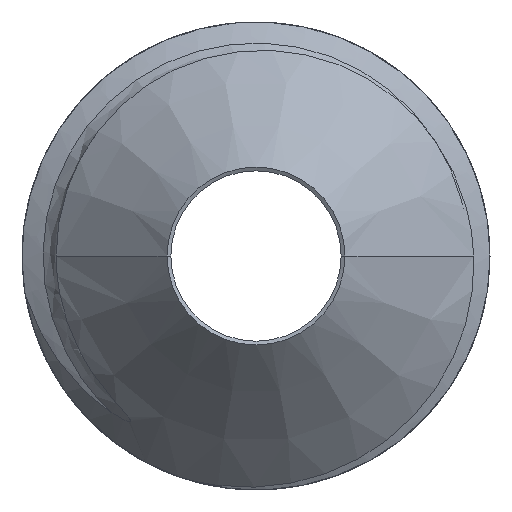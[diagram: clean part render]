
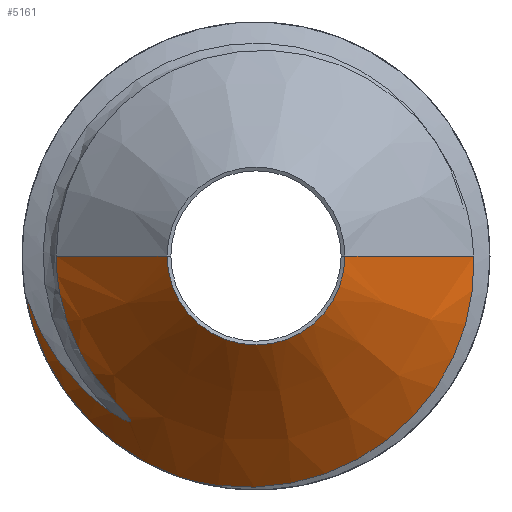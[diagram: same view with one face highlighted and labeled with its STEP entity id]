
A CAD part, left-side view. The second image highlights one B-rep face of the part: STEP entity #5161.
In plain terms, the highlighted conical face has half-angle 45 degrees and reference radius 0.863 mm.
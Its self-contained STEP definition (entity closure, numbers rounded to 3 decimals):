
#1588=CARTESIAN_POINT('',(0.775,0.,0.));
#1589=DIRECTION('',(1.,0.,0.));
#1590=DIRECTION('',(0.,0.332,-0.943));
#1591=AXIS2_PLACEMENT_3D('',#1588,#1589,#1590);
#2150=CARTESIAN_POINT('',(0.688,-1.163,0.));
#2151=CARTESIAN_POINT('',(0.691,-1.166,
-0.061));
#2152=CARTESIAN_POINT('',(0.696,-1.161,
-0.186));
#2153=CARTESIAN_POINT('',(0.703,-1.123,
-0.372));
#2154=CARTESIAN_POINT('',(0.71,-1.055,
-0.551));
#2155=CARTESIAN_POINT('',(0.717,-0.961,
-0.715));
#2156=CARTESIAN_POINT('',(0.725,-0.841,
-0.863));
#2157=CARTESIAN_POINT('',(0.732,-0.696,
-0.992));
#2158=CARTESIAN_POINT('',(0.739,-0.534,
-1.096));
#2159=CARTESIAN_POINT('',(0.746,-0.359,
-1.172));
#2160=CARTESIAN_POINT('',(0.753,-0.171,
-1.222));
#2161=CARTESIAN_POINT('',(0.761,0.027,
-1.241));
#2162=CARTESIAN_POINT('',(0.768,0.225,
-1.228));
#2163=CARTESIAN_POINT('',(0.773,0.353,
-1.198));
#2164=CARTESIAN_POINT('',(0.775,0.415,-1.179));
#2166=DIRECTION('',(0.707,0.707,0.));
#2167=VECTOR('',#2166,0.838);
#2168=CARTESIAN_POINT('',(0.,0.475,0.));
#2169=LINE('',#2168,#2167);
#2170=DIRECTION('',(0.707,-0.707,0.));
#2171=VECTOR('',#2170,0.973);
#2172=CARTESIAN_POINT('',(0.,-0.475,0.));
#2173=LINE('',#2172,#2171);
#2179=CARTESIAN_POINT('',(0.,0.,0.));
#2180=DIRECTION('',(-1.,0.,0.));
#2181=DIRECTION('',(0.,1.,0.));
#2182=AXIS2_PLACEMENT_3D('',#2179,#2180,#2181);
#2184=CARTESIAN_POINT('',(0.775,1.233,-0.204));
#2185=CARTESIAN_POINT('',(0.768,1.217,
-0.257));
#2186=CARTESIAN_POINT('',(0.753,1.178,
-0.359));
#2187=CARTESIAN_POINT('',(0.73,1.099,
-0.504));
#2188=CARTESIAN_POINT('',(0.708,1.003,
-0.633));
#2189=CARTESIAN_POINT('',(0.685,0.893,
-0.745));
#2190=CARTESIAN_POINT('',(0.67,0.812,
-0.809));
#2191=CARTESIAN_POINT('',(0.663,0.77,-0.838));
#2351=CARTESIAN_POINT('',(0.663,0.77,-0.838));
#2352=CARTESIAN_POINT('',(0.662,0.766,
-0.84));
#2353=CARTESIAN_POINT('',(0.661,0.758,
-0.845));
#2354=CARTESIAN_POINT('',(0.659,0.749,
-0.851));
#2355=CARTESIAN_POINT('',(0.657,0.739,
-0.857));
#2356=CARTESIAN_POINT('',(0.655,0.731,
-0.862));
#2357=CARTESIAN_POINT('',(0.653,0.723,
-0.866));
#2358=CARTESIAN_POINT('',(0.652,0.716,
-0.87));
#2359=CARTESIAN_POINT('',(0.65,0.709,
-0.873));
#2360=CARTESIAN_POINT('',(0.648,0.702,
-0.876));
#2361=CARTESIAN_POINT('',(0.646,0.696,
-0.879));
#2362=CARTESIAN_POINT('',(0.644,0.691,
-0.881));
#2363=CARTESIAN_POINT('',(0.643,0.685,
-0.883));
#2364=CARTESIAN_POINT('',(0.64,0.68,
-0.884));
#2365=CARTESIAN_POINT('',(0.638,0.676,
-0.884));
#2366=CARTESIAN_POINT('',(0.636,0.672,
-0.884));
#2367=CARTESIAN_POINT('',(0.633,0.67,
-0.882));
#2368=CARTESIAN_POINT('',(0.63,0.67,
-0.878));
#2369=CARTESIAN_POINT('',(0.627,0.672,
-0.874));
#2370=CARTESIAN_POINT('',(0.625,0.675,
-0.869));
#2371=CARTESIAN_POINT('',(0.624,0.678,
-0.865));
#2372=CARTESIAN_POINT('',(0.622,0.681,
-0.86));
#2373=CARTESIAN_POINT('',(0.621,0.685,
-0.856));
#2374=CARTESIAN_POINT('',(0.62,0.689,
-0.85));
#2375=CARTESIAN_POINT('',(0.618,0.694,
-0.845));
#2376=CARTESIAN_POINT('',(0.617,0.7,
-0.838));
#2377=CARTESIAN_POINT('',(0.616,0.706,
-0.832));
#2378=CARTESIAN_POINT('',(0.615,0.712,
-0.825));
#2379=CARTESIAN_POINT('',(0.613,0.72,
-0.817));
#2380=CARTESIAN_POINT('',(0.612,0.727,
-0.808));
#2381=CARTESIAN_POINT('',(0.611,0.735,
-0.799));
#2382=CARTESIAN_POINT('',(0.61,0.744,
-0.79));
#2383=CARTESIAN_POINT('',(0.609,0.753,
-0.779));
#2384=CARTESIAN_POINT('',(0.608,0.763,
-0.768));
#2385=CARTESIAN_POINT('',(0.607,0.773,
-0.757));
#2386=CARTESIAN_POINT('',(0.606,0.784,
-0.744));
#2387=CARTESIAN_POINT('',(0.605,0.796,
-0.729));
#2388=CARTESIAN_POINT('',(0.603,0.809,
-0.713));
#2389=CARTESIAN_POINT('',(0.602,0.823,
-0.695));
#2390=CARTESIAN_POINT('',(0.601,0.839,
-0.675));
#2391=CARTESIAN_POINT('',(0.6,0.855,
-0.652));
#2392=CARTESIAN_POINT('',(0.599,0.871,
-0.629));
#2393=CARTESIAN_POINT('',(0.598,0.886,
-0.606));
#2394=CARTESIAN_POINT('',(0.598,0.901,
-0.582));
#2395=CARTESIAN_POINT('',(0.597,0.916,
-0.557));
#2396=CARTESIAN_POINT('',(0.596,0.931,
-0.53));
#2397=CARTESIAN_POINT('',(0.596,0.947,
-0.5));
#2398=CARTESIAN_POINT('',(0.595,0.963,
-0.468));
#2399=CARTESIAN_POINT('',(0.594,0.979,
-0.431));
#2400=CARTESIAN_POINT('',(0.594,0.996,
-0.39));
#2401=CARTESIAN_POINT('',(0.593,1.012,
-0.343));
#2402=CARTESIAN_POINT('',(0.593,1.028,
-0.29));
#2403=CARTESIAN_POINT('',(0.592,1.043,
-0.229));
#2404=CARTESIAN_POINT('',(0.592,1.056,
-0.162));
#2405=CARTESIAN_POINT('',(0.592,1.065,
-0.086));
#2406=CARTESIAN_POINT('',(0.592,1.067,
-0.03));
#2407=CARTESIAN_POINT('',(0.592,1.067,
0.));
#2714=CARTESIAN_POINT('',(0.775,0.415,-1.179));
#2715=CARTESIAN_POINT('',(0.775,1.233,-0.204));
#2716=VERTEX_POINT('',#2714);
#2717=VERTEX_POINT('',#2715);
#2718=CARTESIAN_POINT('',(0.,0.475,0.));
#2719=CARTESIAN_POINT('',(0.592,1.067,
0.));
#2720=VERTEX_POINT('',#2718);
#2721=VERTEX_POINT('',#2719);
#2722=CARTESIAN_POINT('',(0.,-0.475,0.));
#2723=CARTESIAN_POINT('',(0.688,-1.163,0.));
#2724=VERTEX_POINT('',#2722);
#2725=VERTEX_POINT('',#2723);
#2772=VERTEX_POINT('',#2191);
#5144=CARTESIAN_POINT('',(0.388,0.,0.));
#5145=DIRECTION('',(1.,0.,0.));
#5146=DIRECTION('',(0.,-1.,0.));
#5147=AXIS2_PLACEMENT_3D('',#5144,#5145,#5146);
#5148=CONICAL_SURFACE('',#5147,0.863,45.);
#5149=ORIENTED_EDGE('',*,*,#3547,.T.);
#5151=ORIENTED_EDGE('',*,*,#5150,.T.);
#5153=ORIENTED_EDGE('',*,*,#5152,.T.);
#5154=ORIENTED_EDGE('',*,*,#5132,.F.);
#5156=ORIENTED_EDGE('',*,*,#5155,.T.);
#5157=ORIENTED_EDGE('',*,*,#5137,.T.);
#5158=ORIENTED_EDGE('',*,*,#5122,.T.);
#5159=EDGE_LOOP('',(#5149,#5151,#5153,#5154,#5156,#5157,#5158));
#5160=FACE_OUTER_BOUND('',#5159,.F.);
#1592=CIRCLE('',#1591,1.25);
#2165=B_SPLINE_CURVE_WITH_KNOTS('',3,(#2150,#2151,#2152,#2153,#2154,#2155,#2156,
#2157,#2158,#2159,#2160,#2161,#2162,#2163,#2164),.UNSPECIFIED.,.F.,.F.,(4,1,1,1,
1,1,1,1,1,1,1,1,4),(0.,0.083,0.167,0.25,
0.333,0.417,0.5,0.583,0.667,
0.75,0.833,0.917,1.),.UNSPECIFIED.);
#2183=CIRCLE('',#2182,0.475);
#2192=B_SPLINE_CURVE_WITH_KNOTS('',3,(#2184,#2185,#2186,#2187,#2188,#2189,#2190,
#2191),.UNSPECIFIED.,.F.,.F.,(4,1,1,1,1,4),(0.,0.2,0.4,0.6,0.8,1.),
.UNSPECIFIED.);
#2408=B_SPLINE_CURVE_WITH_KNOTS('',3,(#2351,#2352,#2353,#2354,#2355,#2356,#2357,
#2358,#2359,#2360,#2361,#2362,#2363,#2364,#2365,#2366,#2367,#2368,#2369,#2370,
#2371,#2372,#2373,#2374,#2375,#2376,#2377,#2378,#2379,#2380,#2381,#2382,#2383,
#2384,#2385,#2386,#2387,#2388,#2389,#2390,#2391,#2392,#2393,#2394,#2395,#2396,
#2397,#2398,#2399,#2400,#2401,#2402,#2403,#2404,#2405,#2406,#2407),
.UNSPECIFIED.,.F.,.F.,(4,1,1,1,1,1,1,1,1,1,1,1,1,1,1,1,1,1,1,1,1,1,1,1,1,1,1,1,
1,1,1,1,1,1,1,1,1,1,1,1,1,1,1,1,1,1,1,1,1,1,1,1,1,1,4),(0.,0.019,
0.037,0.056,0.074,0.093,
0.111,0.13,0.148,0.167,
0.185,0.204,0.222,0.241,
0.259,0.278,0.296,0.315,
0.333,0.352,0.37,0.389,
0.407,0.426,0.444,0.463,
0.481,0.5,0.519,0.537,0.556,
0.574,0.593,0.611,0.63,
0.648,0.667,0.685,0.704,
0.722,0.741,0.759,0.778,
0.796,0.815,0.833,0.852,
0.87,0.889,0.907,0.926,
0.944,0.963,0.981,1.),.UNSPECIFIED.);
#3547=EDGE_CURVE('',#2716,#2717,#1592,.T.);
#5122=EDGE_CURVE('',#2725,#2716,#2165,.T.);
#5132=EDGE_CURVE('',#2720,#2721,#2169,.T.);
#5137=EDGE_CURVE('',#2724,#2725,#2173,.T.);
#5150=EDGE_CURVE('',#2717,#2772,#2192,.T.);
#5152=EDGE_CURVE('',#2772,#2721,#2408,.T.);
#5155=EDGE_CURVE('',#2720,#2724,#2183,.T.);
#5161=ADVANCED_FACE('',(#5160),#5148,.T.);
